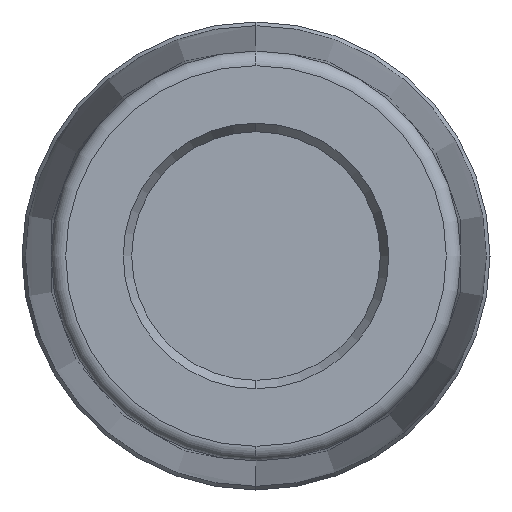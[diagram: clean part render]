
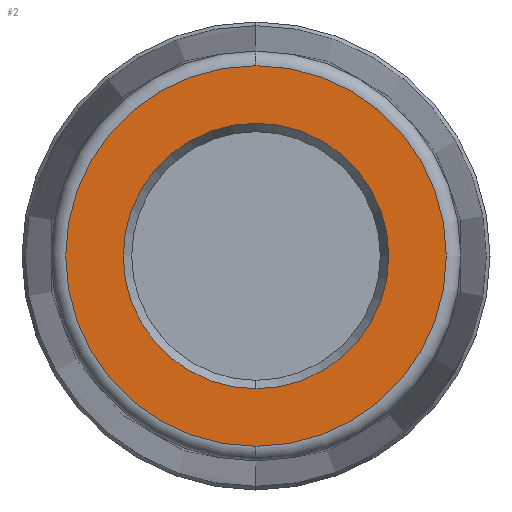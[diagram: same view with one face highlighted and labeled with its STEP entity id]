
A CAD part, left-side view. The second image highlights one B-rep face of the part: STEP entity #2.
In plain terms, the highlighted planar face has unit normal (-1, 0, 0).
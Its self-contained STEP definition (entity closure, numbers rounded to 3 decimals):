
#2 = ADVANCED_FACE ( 'NONE', ( #181, #509 ), #107, .F. ) ;
#26 = VERTEX_POINT ( 'NONE', #419 ) ;
#52 = AXIS2_PLACEMENT_3D ( 'NONE', #357, #355, #394 ) ;
#60 = DIRECTION ( 'NONE',  ( 0., 0., 1. ) ) ;
#107 = PLANE ( 'NONE',  #490 ) ;
#113 = DIRECTION ( 'NONE',  ( -1., 0., 0. ) ) ;
#127 = CARTESIAN_POINT ( 'NONE',  ( 0., 0., 6.506 ) ) ;
#138 = VERTEX_POINT ( 'NONE', #127 ) ;
#143 = EDGE_LOOP ( 'NONE', ( #303, #202 ) ) ;
#159 = CIRCLE ( 'NONE', #212, 6.506 ) ;
#181 = FACE_BOUND ( 'NONE', #143, .T. ) ;
#192 = EDGE_CURVE ( 'NONE', #279, #138, #200, .T. ) ;
#200 = CIRCLE ( 'NONE', #52, 6.506 ) ;
#202 = ORIENTED_EDGE ( 'NONE', *, *, #389, .F. ) ;
#212 = AXIS2_PLACEMENT_3D ( 'NONE', #410, #496, #60 ) ;
#213 = EDGE_LOOP ( 'NONE', ( #398, #477 ) ) ;
#240 = EDGE_CURVE ( 'NONE', #138, #279, #159, .T. ) ;
#264 = CARTESIAN_POINT ( 'NONE',  ( 0., 6.506, 0. ) ) ;
#266 = CARTESIAN_POINT ( 'NONE',  ( 0., 0., -6.506 ) ) ;
#268 = DIRECTION ( 'NONE',  ( 0., 0., 1. ) ) ;
#279 = VERTEX_POINT ( 'NONE', #266 ) ;
#280 = AXIS2_PLACEMENT_3D ( 'NONE', #374, #295, #460 ) ;
#295 = DIRECTION ( 'NONE',  ( -1., 0., 0. ) ) ;
#303 = ORIENTED_EDGE ( 'NONE', *, *, #353, .F. ) ;
#353 = EDGE_CURVE ( 'NONE', #434, #26, #481, .T. ) ;
#355 = DIRECTION ( 'NONE',  ( -1., 0., 0. ) ) ;
#357 = CARTESIAN_POINT ( 'NONE',  ( 0., 0., 0. ) ) ;
#363 = CIRCLE ( 'NONE', #476, 4.539 ) ;
#374 = CARTESIAN_POINT ( 'NONE',  ( 0., 0., 0. ) ) ;
#389 = EDGE_CURVE ( 'NONE', #26, #434, #363, .T. ) ;
#394 = DIRECTION ( 'NONE',  ( 0., 0., 1. ) ) ;
#398 = ORIENTED_EDGE ( 'NONE', *, *, #240, .T. ) ;
#410 = CARTESIAN_POINT ( 'NONE',  ( 0., 0., 0. ) ) ;
#419 = CARTESIAN_POINT ( 'NONE',  ( 0., 0., -4.539 ) ) ;
#427 = DIRECTION ( 'NONE',  ( 0., 0., -1. ) ) ;
#434 = VERTEX_POINT ( 'NONE', #470 ) ;
#460 = DIRECTION ( 'NONE',  ( 0., 0., 1. ) ) ;
#470 = CARTESIAN_POINT ( 'NONE',  ( 0., 0., 4.539 ) ) ;
#476 = AXIS2_PLACEMENT_3D ( 'NONE', #500, #113, #268 ) ;
#477 = ORIENTED_EDGE ( 'NONE', *, *, #192, .T. ) ;
#481 = CIRCLE ( 'NONE', #280, 4.539 ) ;
#490 = AXIS2_PLACEMENT_3D ( 'NONE', #264, #506, #427 ) ;
#496 = DIRECTION ( 'NONE',  ( -1., 0., 0. ) ) ;
#500 = CARTESIAN_POINT ( 'NONE',  ( 0., 0., 0. ) ) ;
#506 = DIRECTION ( 'NONE',  ( 1., 0., 0. ) ) ;
#509 = FACE_OUTER_BOUND ( 'NONE', #213, .T. ) ;
